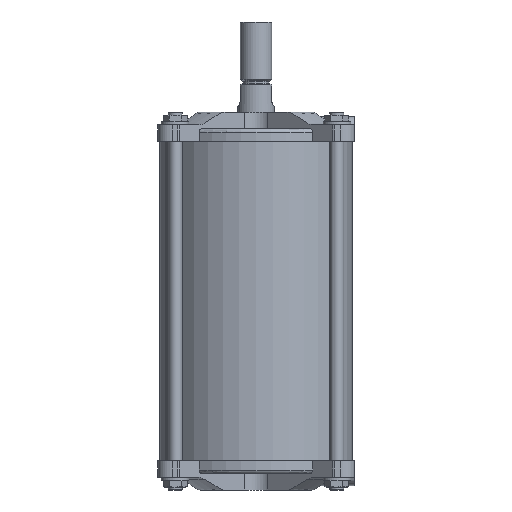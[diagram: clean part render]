
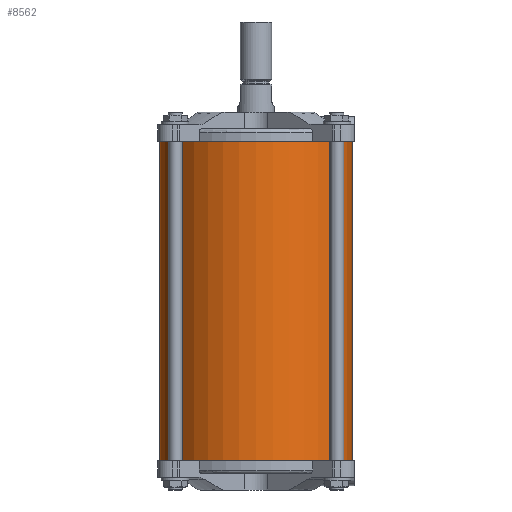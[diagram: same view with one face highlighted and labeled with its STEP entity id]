
A CAD part, front view. The second image highlights one B-rep face of the part: STEP entity #8562.
In plain terms, the highlighted cylindrical face has radius 83.5 mm (diameter 167 mm), a full revolution.
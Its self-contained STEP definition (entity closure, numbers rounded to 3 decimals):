
#133=CYLINDRICAL_SURFACE('',#9395,83.5);
#1596=CIRCLE('',#9373,83.5);
#1597=CIRCLE('',#9375,83.5);
#2909=ORIENTED_EDGE('',*,*,#5271,.F.);
#2910=ORIENTED_EDGE('',*,*,#5272,.T.);
#5271=EDGE_CURVE('',#6397,#6397,#1596,.T.);
#5272=EDGE_CURVE('',#6398,#6398,#1597,.T.);
#6397=VERTEX_POINT('',#14866);
#6398=VERTEX_POINT('',#14869);
#7169=EDGE_LOOP('',(#2909));
#7170=EDGE_LOOP('',(#2910));
#7809=FACE_BOUND('',#7169,.T.);
#7810=FACE_BOUND('',#7170,.T.);
#8562=ADVANCED_FACE('',(#7809,#7810),#133,.T.);
#9373=AXIS2_PLACEMENT_3D('',#14865,#11134,#11135);
#9375=AXIS2_PLACEMENT_3D('',#14868,#11138,#11139);
#9395=AXIS2_PLACEMENT_3D('',#14922,#11189,#11190);
#11134=DIRECTION('',(0.,0.,-1.));
#11135=DIRECTION('',(-1.,0.,0.));
#11138=DIRECTION('',(0.,0.,-1.));
#11139=DIRECTION('',(-1.,0.,0.));
#11189=DIRECTION('',(0.,0.,-1.));
#11190=DIRECTION('',(-1.,0.,0.));
#14865=CARTESIAN_POINT('',(0.,0.,-276.4));
#14866=CARTESIAN_POINT('',(-83.5,0.,-276.4));
#14868=CARTESIAN_POINT('',(0.,0.,0.));
#14869=CARTESIAN_POINT('',(-83.5,0.,0.));
#14922=CARTESIAN_POINT('',(0.,0.,-273.4));
